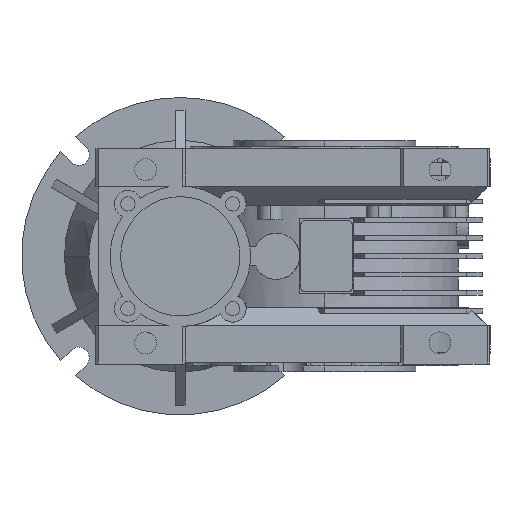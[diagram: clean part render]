
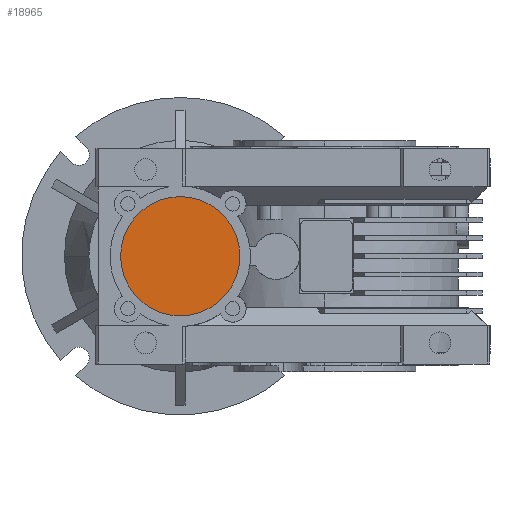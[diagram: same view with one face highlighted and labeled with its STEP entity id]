
A CAD part, left-side view. The second image highlights one B-rep face of the part: STEP entity #18965.
In plain terms, the highlighted planar face has unit normal (-1, 0, 0).
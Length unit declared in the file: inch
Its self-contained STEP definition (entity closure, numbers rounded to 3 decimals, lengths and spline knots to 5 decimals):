
#307 = PLANE ( 'NONE',  #14581 ) ;
#466 = DIRECTION ( 'NONE',  ( -1., 0., 0. ) ) ;
#732 = EDGE_CURVE ( 'NONE', #7887, #14530, #9865, .T. ) ;
#2752 = CARTESIAN_POINT ( 'NONE',  ( -3.32717, 2.95276, -1.22047 ) ) ;
#2878 = EDGE_CURVE ( 'NONE', #14530, #7887, #18650, .T. ) ;
#6363 = ORIENTED_EDGE ( 'NONE', *, *, #732, .T. ) ;
#7887 = VERTEX_POINT ( 'NONE', #2752 ) ;
#8101 = EDGE_LOOP ( 'NONE', ( #6363, #21780 ) ) ;
#9865 = CIRCLE ( 'NONE', #11093, 1.22047 ) ;
#11093 = AXIS2_PLACEMENT_3D ( 'NONE', #27010, #466, #27588 ) ;
#14530 = VERTEX_POINT ( 'NONE', #38533 ) ;
#14581 = AXIS2_PLACEMENT_3D ( 'NONE', #21796, #36027, #18494 ) ;
#18494 = DIRECTION ( 'NONE',  ( 0., 0., 1. ) ) ;
#18650 = CIRCLE ( 'NONE', #34795, 1.22047 ) ;
#18965 = ADVANCED_FACE ( 'NONE', ( #36606 ), #307, .T. ) ;
#21780 = ORIENTED_EDGE ( 'NONE', *, *, #2878, .T. ) ;
#21796 = CARTESIAN_POINT ( 'NONE',  ( -3.32717, 2.95276, 0. ) ) ;
#27010 = CARTESIAN_POINT ( 'NONE',  ( -3.32717, 2.95276, 0. ) ) ;
#27588 = DIRECTION ( 'NONE',  ( 0., 0., -1. ) ) ;
#31332 = DIRECTION ( 'NONE',  ( -1., 0., 0. ) ) ;
#31537 = CARTESIAN_POINT ( 'NONE',  ( -3.32717, 2.95276, 0. ) ) ;
#34795 = AXIS2_PLACEMENT_3D ( 'NONE', #31537, #31332, #37189 ) ;
#36027 = DIRECTION ( 'NONE',  ( -1., 0., 0. ) ) ;
#36606 = FACE_OUTER_BOUND ( 'NONE', #8101, .T. ) ;
#37189 = DIRECTION ( 'NONE',  ( 0., 0., -1. ) ) ;
#38533 = CARTESIAN_POINT ( 'NONE',  ( -3.32717, 2.95276, 1.22047 ) ) ;
